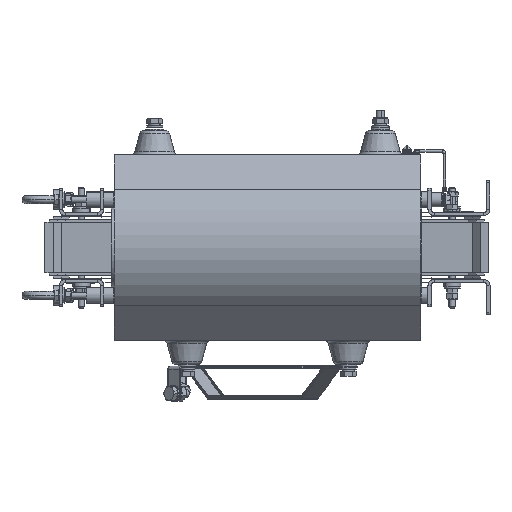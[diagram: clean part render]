
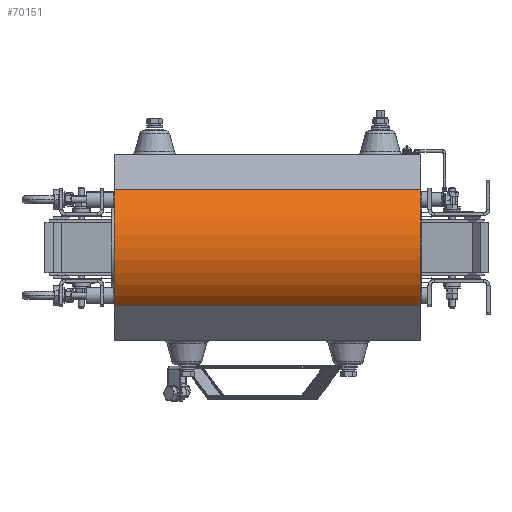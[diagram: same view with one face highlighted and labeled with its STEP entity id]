
A CAD part, left-side view. The second image highlights one B-rep face of the part: STEP entity #70151.
In plain terms, the highlighted cylindrical face has radius 100 mm (diameter 200 mm), a partial arc.
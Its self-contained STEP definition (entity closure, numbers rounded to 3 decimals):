
#3898 = CARTESIAN_POINT ( 'NONE',  ( -279.439, -191., 71.96 ) ) ;
#3908 = CARTESIAN_POINT ( 'NONE',  ( -279.439, -191., -71.96 ) ) ;
#3909 = CARTESIAN_POINT ( 'NONE',  ( -279.439, 189., -71.96 ) ) ;
#3931 = CARTESIAN_POINT ( 'NONE',  ( -279.439, 189., 71.96 ) ) ;
#4570 = EDGE_CURVE ( 'NONE', #24920, #24922, #13674, .T. ) ;
#4575 = EDGE_CURVE ( 'NONE', #24962, #24946, #13670, .T. ) ;
#4641 = EDGE_CURVE ( 'NONE', #24962, #24920, #13711, .T. ) ;
#4736 = EDGE_CURVE ( 'NONE', #24946, #24922, #13759, .T. ) ;
#5317 = AXIS2_PLACEMENT_3D ( 'NONE', #100608, #100642, #100616 ) ;
#5450 = AXIS2_PLACEMENT_3D ( 'NONE', #100755, #100790, #100763 ) ;
#10559 = FACE_OUTER_BOUND ( 'NONE', #21375, .T. ) ;
#10568 = CYLINDRICAL_SURFACE ( 'NONE', #40492, 100. ) ;
#13634 = VECTOR ( 'NONE', #100532, 1000. ) ;
#13670 = LINE ( 'NONE', #100514, #13671 ) ;
#13671 = VECTOR ( 'NONE', #100523, 1000. ) ;
#13674 = LINE ( 'NONE', #100531, #13634 ) ;
#13711 = CIRCLE ( 'NONE', #5317, 100. ) ;
#13759 = CIRCLE ( 'NONE', #5450, 100. ) ;
#21375 = EDGE_LOOP ( 'NONE', ( #34158, #34224, #34174, #34182 ) ) ;
#24920 = VERTEX_POINT ( 'NONE', #3908 ) ;
#24922 = VERTEX_POINT ( 'NONE', #3909 ) ;
#24946 = VERTEX_POINT ( 'NONE', #3931 ) ;
#24962 = VERTEX_POINT ( 'NONE', #3898 ) ;
#34158 = ORIENTED_EDGE ( 'NONE', *, *, #4736, .T. ) ;
#34174 = ORIENTED_EDGE ( 'NONE', *, *, #4641, .F. ) ;
#34182 = ORIENTED_EDGE ( 'NONE', *, *, #4575, .T. ) ;
#34224 = ORIENTED_EDGE ( 'NONE', *, *, #4570, .F. ) ;
#40492 = AXIS2_PLACEMENT_3D ( 'NONE', #79606, #79693, #79646 ) ;
#70151 = ADVANCED_FACE ( 'NONE', ( #10559 ), #10568, .T. ) ;
#79606 = CARTESIAN_POINT ( 'NONE',  ( -210., -191., 0. ) ) ;
#79646 = DIRECTION ( 'NONE',  ( 1., 0., 0. ) ) ;
#79693 = DIRECTION ( 'NONE',  ( 0., 1., 0. ) ) ;
#100514 = CARTESIAN_POINT ( 'NONE',  ( -279.439, -191., 71.96 ) ) ;
#100523 = DIRECTION ( 'NONE',  ( 0., 1., 0. ) ) ;
#100531 = CARTESIAN_POINT ( 'NONE',  ( -279.439, -191., -71.96 ) ) ;
#100532 = DIRECTION ( 'NONE',  ( 0., 1., 0. ) ) ;
#100608 = CARTESIAN_POINT ( 'NONE',  ( -210., -191., 0. ) ) ;
#100616 = DIRECTION ( 'NONE',  ( -1., 0., 0. ) ) ;
#100642 = DIRECTION ( 'NONE',  ( 0., -1., 0. ) ) ;
#100755 = CARTESIAN_POINT ( 'NONE',  ( -210., 189., 0. ) ) ;
#100763 = DIRECTION ( 'NONE',  ( -1., 0., 0. ) ) ;
#100790 = DIRECTION ( 'NONE',  ( 0., -1., 0. ) ) ;
